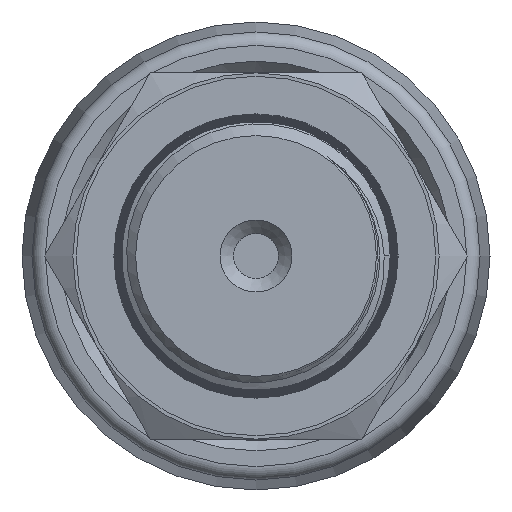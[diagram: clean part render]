
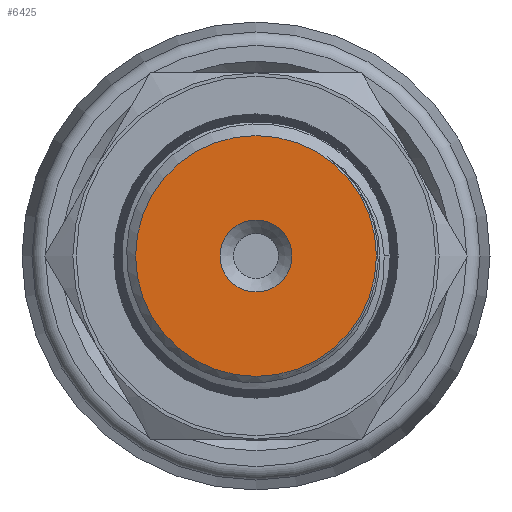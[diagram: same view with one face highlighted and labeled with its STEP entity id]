
A CAD part, left-side view. The second image highlights one B-rep face of the part: STEP entity #6425.
In plain terms, the highlighted planar face has unit normal (-1, 0, 0).
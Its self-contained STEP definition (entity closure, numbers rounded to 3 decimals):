
#106=PLANE('',#6727);
#377=FACE_BOUND('',#1134,.T.);
#753=FACE_OUTER_BOUND('',#1133,.T.);
#1133=EDGE_LOOP('',(#5852));
#1134=EDGE_LOOP('',(#5853));
#1597=CIRCLE('',#6523,8.878);
#1694=CIRCLE('',#6726,2.65);
#2506=VERTEX_POINT('',#8167);
#3076=VERTEX_POINT('',#25463);
#3156=EDGE_CURVE('',#2506,#2506,#1597,.T.);
#4017=EDGE_CURVE('',#3076,#3076,#1694,.T.);
#5852=ORIENTED_EDGE('',*,*,#3156,.T.);
#5853=ORIENTED_EDGE('',*,*,#4017,.T.);
#6425=ADVANCED_FACE('',(#753,#377),#106,.T.);
#6523=AXIS2_PLACEMENT_3D('',#8169,#6836,#6837);
#6726=AXIS2_PLACEMENT_3D('',#25465,#7597,#7598);
#6727=AXIS2_PLACEMENT_3D('',#25466,#7599,#7600);
#6836=DIRECTION('center_axis',(-1.,0.,0.));
#6837=DIRECTION('ref_axis',(0.,1.,0.));
#7597=DIRECTION('center_axis',(1.,0.,0.));
#7598=DIRECTION('ref_axis',(0.,0.,-1.));
#7599=DIRECTION('center_axis',(-1.,0.,0.));
#7600=DIRECTION('ref_axis',(0.,0.,1.));
#8167=CARTESIAN_POINT('',(-68.,-8.878,0.));
#8169=CARTESIAN_POINT('Origin',(-68.,0.,0.));
#25463=CARTESIAN_POINT('',(-68.,-2.65,0.));
#25465=CARTESIAN_POINT('Origin',(-68.,0.,0.));
#25466=CARTESIAN_POINT('Origin',(-68.,9.853,0.));
